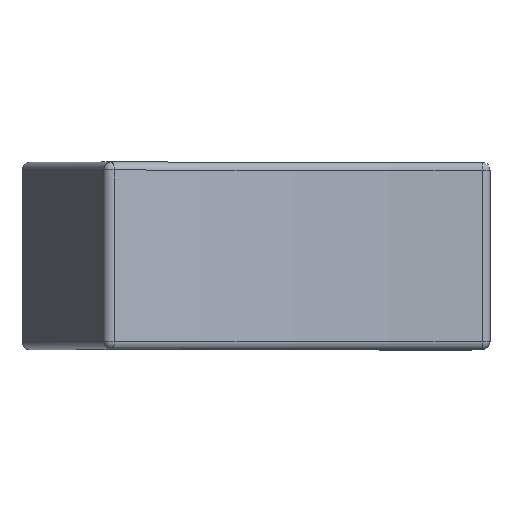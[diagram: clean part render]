
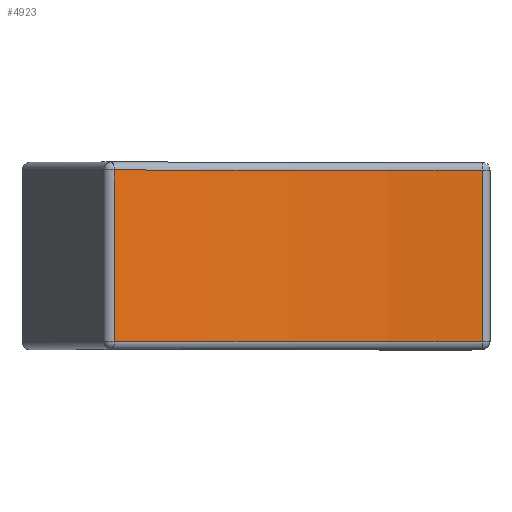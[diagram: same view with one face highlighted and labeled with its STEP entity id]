
A CAD part, top view. The second image highlights one B-rep face of the part: STEP entity #4923.
In plain terms, the highlighted cylindrical face has radius 31.624 mm (diameter 63.247 mm), a partial arc.
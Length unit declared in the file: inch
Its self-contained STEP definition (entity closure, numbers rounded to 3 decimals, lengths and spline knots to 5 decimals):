
#4559=CARTESIAN_POINT('',(0.28738,0.10512,0.65016));
#4560=VERTEX_POINT('',#4559);
#4594=CARTESIAN_POINT('',(0.28738,-0.10512,0.65016));
#4595=VERTEX_POINT('',#4594);
#4634=CARTESIAN_POINT('',(-0.16379,0.10512,0.75507));
#4635=VERTEX_POINT('',#4634);
#4658=CARTESIAN_POINT('',(-0.16379,-0.10512,0.75507));
#4659=VERTEX_POINT('',#4658);
#4709=CARTESIAN_POINT('',(-0.16379,-0.10512,0.75507));
#4710=DIRECTION('',(0.0,1.0,0.0));
#4711=VECTOR('',#4710,0.21024);
#4712=LINE('',#4709,#4711);
#4713=EDGE_CURVE('',#4659,#4635,#4712,.T.);
#4731=CARTESIAN_POINT('',(0.33885,-0.10512,1.89412));
#4732=DIRECTION('',(0.0,1.0,0.0));
#4733=DIRECTION('',(-0.226,0.0,-0.974));
#4734=AXIS2_PLACEMENT_3D('',#4731,#4732,#4733);
#4735=CIRCLE('',#4734,1.24502);
#4736=EDGE_CURVE('',#4595,#4659,#4735,.T.);
#4749=CARTESIAN_POINT('',(0.33885,0.10512,1.89412));
#4750=DIRECTION('',(0.0,-1.0,0.0));
#4751=DIRECTION('',(-0.226,0.0,-0.974));
#4752=AXIS2_PLACEMENT_3D('',#4749,#4750,#4751);
#4753=CIRCLE('',#4752,1.24502);
#4754=EDGE_CURVE('',#4635,#4560,#4753,.T.);
#4791=CARTESIAN_POINT('',(0.28738,0.10512,0.65016));
#4792=DIRECTION('',(0.0,-1.0,0.0));
#4793=VECTOR('',#4792,0.21024);
#4794=LINE('',#4791,#4793);
#4795=EDGE_CURVE('',#4560,#4595,#4794,.T.);
#4912=CARTESIAN_POINT('',(0.33885,0.11563,1.89412));
#4913=DIRECTION('',(0.0,-1.0,0.0));
#4914=DIRECTION('',(0.411,0.0,0.912));
#4915=AXIS2_PLACEMENT_3D('',#4912,#4913,#4914);
#4916=CYLINDRICAL_SURFACE('',#4915,1.24502);
#4917=ORIENTED_EDGE('',*,*,#4713,.F.);
#4918=ORIENTED_EDGE('',*,*,#4736,.F.);
#4919=ORIENTED_EDGE('',*,*,#4795,.F.);
#4920=ORIENTED_EDGE('',*,*,#4754,.F.);
#4921=EDGE_LOOP('',(#4917,#4918,#4919,#4920));
#4922=FACE_OUTER_BOUND('',#4921,.T.);
#4923=ADVANCED_FACE('',(#4922),#4916,.F.);
